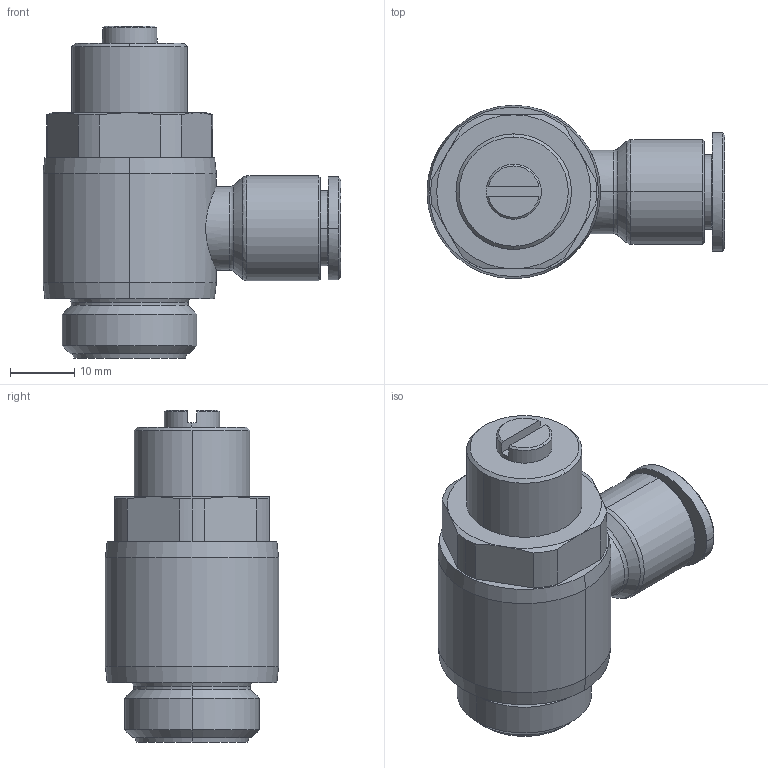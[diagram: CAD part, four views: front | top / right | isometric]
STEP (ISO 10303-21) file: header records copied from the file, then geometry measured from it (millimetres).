
FILE_DESCRIPTION (( 'STEP AP214' ), '1' );
FILE_NAME ('GNSH10-G04_OUT.STEP', '2015-10-29T15:00:36', ( '' ), ( '' ), 'SwSTEP 2.0', 'SolidWorks 2015', '' );
FILE_SCHEMA (( 'AUTOMOTIVE_DESIGN' ));
Length unit declared in the file: millimetre
Products named in the file (2): GNSH10-G04_OUT; ｦ+ﾃｦ1
Assembly tree (1 placements, depth 2):
  GNSH10-G04_OUT
    ｦ+ﾃｦ1
Bounding box: 46.4 x 27 x 51.7 mm (x, y, z)
Volume: 23803 mm3; surface area: 6853.3 mm2
Topology: 1 solids, 1 shells, 471 faces, 1316 edges, 868 vertices
Faces by surface type: plane 398, cone 34, cylinder 26, bspline 11, torus 2
Entity records: 16260 total; most frequent: CARTESIAN_POINT 3559, ORIENTED_EDGE 2632, DIRECTION 2310, EDGE_CURVE 1316, LINE 1174, VECTOR 1174, VERTEX_POINT 868, AXIS2_PLACEMENT_3D 568
